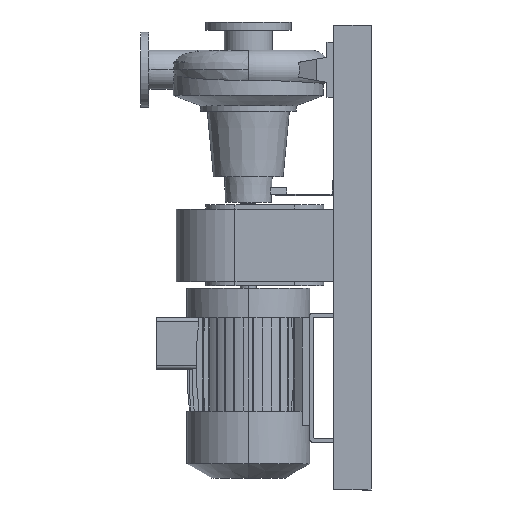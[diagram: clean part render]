
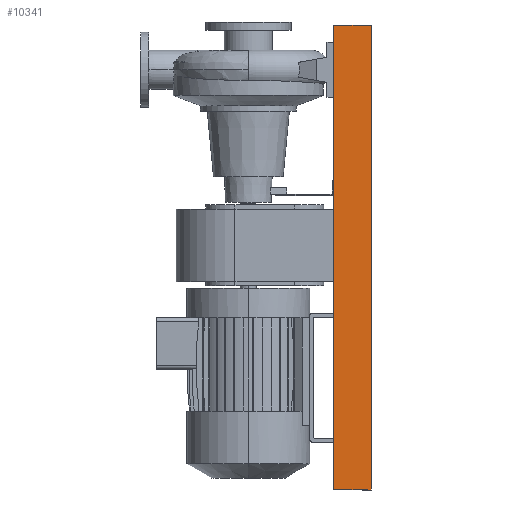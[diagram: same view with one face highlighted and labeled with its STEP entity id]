
A CAD part, left-side view. The second image highlights one B-rep face of the part: STEP entity #10341.
In plain terms, the highlighted planar face has unit normal (-1, 0, 0).
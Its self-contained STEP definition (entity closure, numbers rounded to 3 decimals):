
#229 = DIRECTION ( 'NONE',  ( 0., 0., 1. ) ) ;
#968 = AXIS2_PLACEMENT_3D ( 'NONE', #8291, #21827, #9741 ) ;
#1033 = CARTESIAN_POINT ( 'NONE',  ( -200., 55., -680. ) ) ;
#2630 = ORIENTED_EDGE ( 'NONE', *, *, #2886, .F. ) ;
#2642 = EDGE_LOOP ( 'NONE', ( #11630, #2630, #7611, #9748 ) ) ;
#2886 = EDGE_CURVE ( 'NONE', #5198, #11321, #6232, .T. ) ;
#5198 = VERTEX_POINT ( 'NONE', #6398 ) ;
#6232 = LINE ( 'NONE', #1033, #15167 ) ;
#6398 = CARTESIAN_POINT ( 'NONE',  ( -200., 55., -680. ) ) ;
#7450 = CARTESIAN_POINT ( 'NONE',  ( -200., -55., -680. ) ) ;
#7611 = ORIENTED_EDGE ( 'NONE', *, *, #11491, .T. ) ;
#8291 = CARTESIAN_POINT ( 'NONE',  ( -200., -55., -680. ) ) ;
#8468 = LINE ( 'NONE', #13580, #21908 ) ;
#8691 = LINE ( 'NONE', #17247, #20571 ) ;
#8805 = DIRECTION ( 'NONE',  ( 0., -1., 0. ) ) ;
#9741 = DIRECTION ( 'NONE',  ( 0., 0., 1. ) ) ;
#9748 = ORIENTED_EDGE ( 'NONE', *, *, #9828, .T. ) ;
#9828 = EDGE_CURVE ( 'NONE', #17301, #18190, #20426, .T. ) ;
#10034 = DIRECTION ( 'NONE',  ( 0., -1., 0. ) ) ;
#10341 = ADVANCED_FACE ( 'NONE', ( #18182 ), #14850, .T. ) ;
#11321 = VERTEX_POINT ( 'NONE', #19580 ) ;
#11491 = EDGE_CURVE ( 'NONE', #5198, #17301, #8468, .T. ) ;
#11630 = ORIENTED_EDGE ( 'NONE', *, *, #13877, .F. ) ;
#13580 = CARTESIAN_POINT ( 'NONE',  ( -200., -55., -680. ) ) ;
#13716 = VECTOR ( 'NONE', #229, 1000. ) ;
#13877 = EDGE_CURVE ( 'NONE', #11321, #18190, #8691, .T. ) ;
#14850 = PLANE ( 'NONE',  #968 ) ;
#15167 = VECTOR ( 'NONE', #21330, 1000. ) ;
#17247 = CARTESIAN_POINT ( 'NONE',  ( -200., -55., 680. ) ) ;
#17301 = VERTEX_POINT ( 'NONE', #7450 ) ;
#18182 = FACE_OUTER_BOUND ( 'NONE', #2642, .T. ) ;
#18190 = VERTEX_POINT ( 'NONE', #18863 ) ;
#18863 = CARTESIAN_POINT ( 'NONE',  ( -200., -55., 680. ) ) ;
#18878 = CARTESIAN_POINT ( 'NONE',  ( -200., -55., -680. ) ) ;
#19580 = CARTESIAN_POINT ( 'NONE',  ( -200., 55., 680. ) ) ;
#20426 = LINE ( 'NONE', #18878, #13716 ) ;
#20571 = VECTOR ( 'NONE', #8805, 1000. ) ;
#21330 = DIRECTION ( 'NONE',  ( 0., 0., 1. ) ) ;
#21827 = DIRECTION ( 'NONE',  ( -1., 0., 0. ) ) ;
#21908 = VECTOR ( 'NONE', #10034, 1000. ) ;
